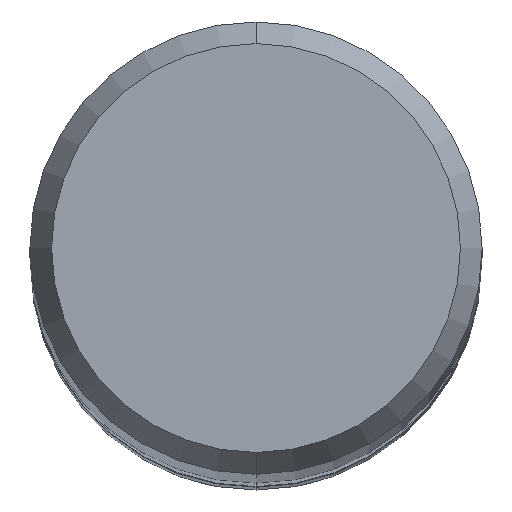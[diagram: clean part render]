
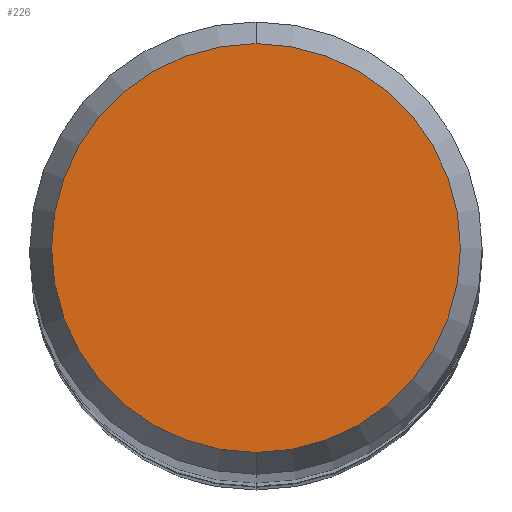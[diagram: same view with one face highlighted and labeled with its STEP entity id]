
A CAD part, top view. The second image highlights one B-rep face of the part: STEP entity #226.
In plain terms, the highlighted planar face has unit normal (0, 0, 1).
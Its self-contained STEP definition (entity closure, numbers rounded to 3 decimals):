
#108=EDGE_CURVE('',#154,#242,#269,.T.);
#154=VERTEX_POINT('',#322);
#218=EDGE_CURVE('',#242,#154,#395,.T.);
#226=ADVANCED_FACE('',(#405),#406,.T.);
#242=VERTEX_POINT('',#424);
#269=CIRCLE('',#446,2.158);
#322=CARTESIAN_POINT('',(0.0,2.158,0.01));
#395=CIRCLE('',#602,2.158);
#405=FACE_OUTER_BOUND('',#613,.T.);
#406=PLANE('',#614);
#424=CARTESIAN_POINT('',(0.,-2.158,0.01));
#446=AXIS2_PLACEMENT_3D('',#644,#645,#646);
#602=AXIS2_PLACEMENT_3D('',#801,#802,#803);
#613=EDGE_LOOP('',(#816,#817));
#614=AXIS2_PLACEMENT_3D('',#818,#819,#820);
#644=CARTESIAN_POINT('',(0.0,0.0,0.01));
#645=DIRECTION('',(0.0,0.0,-1.0));
#646=DIRECTION('',(0.0,1.0,0.0));
#801=CARTESIAN_POINT('',(0.0,0.0,0.01));
#802=DIRECTION('',(0.0,0.0,-1.0));
#803=DIRECTION('',(0.0,1.0,0.0));
#816=ORIENTED_EDGE('',*,*,#108,.F.);
#817=ORIENTED_EDGE('',*,*,#218,.F.);
#818=CARTESIAN_POINT('',(0.0,1.079,0.01));
#819=DIRECTION('',(-0.0,0.0,1.0));
#820=DIRECTION('',(0.0,-1.0,0.0));
